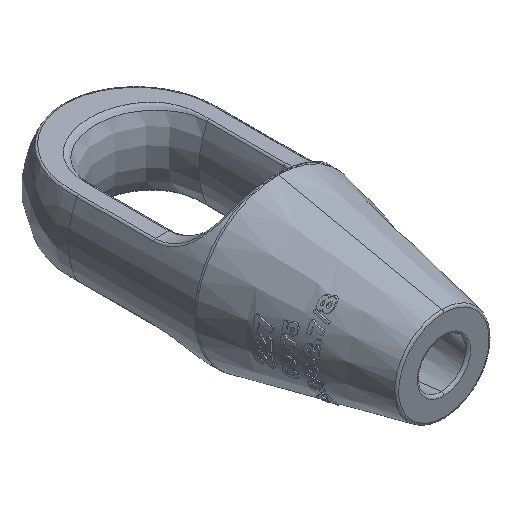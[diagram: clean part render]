
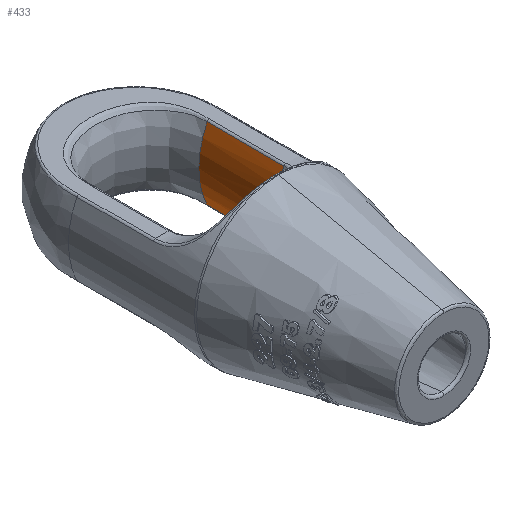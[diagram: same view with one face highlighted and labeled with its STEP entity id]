
A CAD part, isometric view. The second image highlights one B-rep face of the part: STEP entity #433.
In plain terms, the highlighted cylindrical face has radius 136.5 mm (diameter 273 mm), a partial arc.
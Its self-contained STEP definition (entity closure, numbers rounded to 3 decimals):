
#433=ADVANCED_FACE('',(#1210),#1211,.T.);
#1210=FACE_OUTER_BOUND('',#8149,.T.);
#1211=CYLINDRICAL_SURFACE('',#8150,136.5);
#8149=EDGE_LOOP('',(#12526,#12527,#12528,#12529,#12530,#12531));
#8150=AXIS2_PLACEMENT_3D('',#12532,#12533,#12534);
#12526=ORIENTED_EDGE('',*,*,#13625,.F.);
#12527=ORIENTED_EDGE('',*,*,#13690,.T.);
#12528=ORIENTED_EDGE('',*,*,#13606,.T.);
#12529=ORIENTED_EDGE('',*,*,#13691,.T.);
#12530=ORIENTED_EDGE('',*,*,#13692,.T.);
#12531=ORIENTED_EDGE('',*,*,#13693,.T.);
#12532=CARTESIAN_POINT('',(216.0,245.5,0.0));
#12533=DIRECTION('',(-0.0,1.0,-0.0));
#12534=DIRECTION('',(0.0,0.0,1.0));
#13606=EDGE_CURVE('',#15230,#15228,#15231,.T.);
#13625=EDGE_CURVE('',#15254,#15256,#15257,.T.);
#13690=EDGE_CURVE('',#15254,#15230,#15347,.T.);
#13691=EDGE_CURVE('',#15228,#15348,#15349,.T.);
#13692=EDGE_CURVE('',#15348,#15350,#15351,.T.);
#13693=EDGE_CURVE('',#15350,#15256,#15352,.T.);
#15228=VERTEX_POINT('',#23243);
#15230=VERTEX_POINT('',#23286);
#15231=B_SPLINE_CURVE_WITH_KNOTS('',3,(#23287,#23288,#23289,#23290,#23291,#23292),.UNSPECIFIED.,.F.,.F.,(4,2,4),(0.0,0.5,1.0),.UNSPECIFIED.);
#15254=VERTEX_POINT('',#24049);
#15256=VERTEX_POINT('',#24102);
#15257=B_SPLINE_CURVE_WITH_KNOTS('',3,(#24103,#24104,#24105,#24106,#24107,#24108,#24109),.UNSPECIFIED.,.F.,.F.,(4,1,1,1,4),(0.0,0.265,0.53,0.795,1.0),.UNSPECIFIED.);
#15347=B_SPLINE_CURVE_WITH_KNOTS('',3,(#25441,#25442,#25443,#25444,#25445,#25446,#25447,#25448,#25449,#25450,#25451,#25452,#25453,#25454,#25455,#25456,#25457,#25458,#25459,#25460,#25461,#25462,#25463,#25464,#25465,#25466,#25467,#25468,#25469,#25470,#25471,#25472,#25473,#25474,#25475,#25476,#25477,#25478,#25479,#25480,#25481,#25482,#25483,#25484,#25485,#25486,#25487,#25488,#25489,#25490,#25491,#25492),.UNSPECIFIED.,.F.,.F.,(4,2,2,2,2,2,2,2,2,2,2,2,2,2,2,2,2,2,2,2,2,2,2,2,2,4),(0.0,0.01,0.015,0.02,0.025,0.028,0.03,0.033,0.035,0.036,0.038,0.039,0.04,0.041,0.042,0.043,0.045,0.047,0.048,0.05,0.053,0.055,0.06,0.065,0.07,0.081),.UNSPECIFIED.);
#15348=VERTEX_POINT('',#25493);
#15349=B_SPLINE_CURVE_WITH_KNOTS('',3,(#25494,#25495,#25496,#25497),.UNSPECIFIED.,.F.,.F.,(4,4),(0.0,1.0),.UNSPECIFIED.);
#15350=VERTEX_POINT('',#25498);
#15351=B_SPLINE_CURVE_WITH_KNOTS('',3,(#25499,#25500,#25501,#25502,#25503,#25504,#25505,#25506,#25507,#25508),.UNSPECIFIED.,.F.,.F.,(4,2,2,2,4),(0.0,0.25,0.5,0.75,1.0),.UNSPECIFIED.);
#15352=B_SPLINE_CURVE_WITH_KNOTS('',3,(#25509,#25510,#25511,#25512),.UNSPECIFIED.,.F.,.F.,(4,4),(0.0,1.0),.UNSPECIFIED.);
#23243=CARTESIAN_POINT('',(93.272,358.473,59.751));
#23286=CARTESIAN_POINT('',(81.014,358.461,20.277));
#23287=CARTESIAN_POINT('',(81.014,358.461,20.277));
#23288=CARTESIAN_POINT('',(82.034,358.461,27.063));
#23289=CARTESIAN_POINT('',(83.57,358.462,33.798));
#23290=CARTESIAN_POINT('',(87.664,358.466,47.009));
#23291=CARTESIAN_POINT('',(90.222,358.469,53.485));
#23292=CARTESIAN_POINT('',(93.272,358.473,59.751));
#24049=CARTESIAN_POINT('',(81.014,358.461,-20.277));
#24102=CARTESIAN_POINT('',(93.272,358.461,-59.751));
#24103=CARTESIAN_POINT('',(81.014,358.461,-20.277));
#24104=CARTESIAN_POINT('',(81.559,358.461,-23.904));
#24105=CARTESIAN_POINT('',(82.941,358.461,-31.113));
#24106=CARTESIAN_POINT('',(85.878,358.461,-41.724));
#24107=CARTESIAN_POINT('',(89.372,358.461,-51.277));
#24108=CARTESIAN_POINT('',(92.034,358.461,-57.207));
#24109=CARTESIAN_POINT('',(93.272,358.461,-59.751));
#25441=CARTESIAN_POINT('',(81.014,358.461,-20.277));
#25442=CARTESIAN_POINT('',(80.863,355.263,-19.266));
#25443=CARTESIAN_POINT('',(80.713,352.086,-18.195));
#25444=CARTESIAN_POINT('',(80.492,347.373,-16.439));
#25445=CARTESIAN_POINT('',(80.419,345.809,-15.829));
#25446=CARTESIAN_POINT('',(80.275,342.713,-14.543));
#25447=CARTESIAN_POINT('',(80.204,341.18,-13.869));
#25448=CARTESIAN_POINT('',(80.065,338.159,-12.427));
#25449=CARTESIAN_POINT('',(79.996,336.669,-11.662));
#25450=CARTESIAN_POINT('',(79.896,334.487,-10.404));
#25451=CARTESIAN_POINT('',(79.864,333.769,-9.966));
#25452=CARTESIAN_POINT('',(79.799,332.364,-9.046));
#25453=CARTESIAN_POINT('',(79.768,331.677,-8.564));
#25454=CARTESIAN_POINT('',(79.707,330.345,-7.538));
#25455=CARTESIAN_POINT('',(79.678,329.702,-6.994));
#25456=CARTESIAN_POINT('',(79.623,328.499,-5.832));
#25457=CARTESIAN_POINT('',(79.598,327.938,-5.214));
#25458=CARTESIAN_POINT('',(79.564,327.191,-4.197));
#25459=CARTESIAN_POINT('',(79.554,326.958,-3.841));
#25460=CARTESIAN_POINT('',(79.535,326.545,-3.107));
#25461=CARTESIAN_POINT('',(79.527,326.364,-2.727));
#25462=CARTESIAN_POINT('',(79.513,326.066,-1.938));
#25463=CARTESIAN_POINT('',(79.508,325.949,-1.527));
#25464=CARTESIAN_POINT('',(79.501,325.8,-0.703));
#25465=CARTESIAN_POINT('',(79.5,325.766,-0.286));
#25466=CARTESIAN_POINT('',(79.5,325.78,0.346));
#25467=CARTESIAN_POINT('',(79.501,325.796,0.559));
#25468=CARTESIAN_POINT('',(79.503,325.848,0.979));
#25469=CARTESIAN_POINT('',(79.505,325.885,1.187));
#25470=CARTESIAN_POINT('',(79.511,326.023,1.802));
#25471=CARTESIAN_POINT('',(79.517,326.154,2.202));
#25472=CARTESIAN_POINT('',(79.54,326.648,3.377));
#25473=CARTESIAN_POINT('',(79.56,327.091,4.088));
#25474=CARTESIAN_POINT('',(79.594,327.86,5.087));
#25475=CARTESIAN_POINT('',(79.607,328.135,5.41));
#25476=CARTESIAN_POINT('',(79.633,328.706,6.028));
#25477=CARTESIAN_POINT('',(79.646,329.002,6.324));
#25478=CARTESIAN_POINT('',(79.688,329.917,7.181));
#25479=CARTESIAN_POINT('',(79.717,330.561,7.712));
#25480=CARTESIAN_POINT('',(79.778,331.894,8.72));
#25481=CARTESIAN_POINT('',(79.809,332.586,9.197));
#25482=CARTESIAN_POINT('',(79.874,333.995,10.106));
#25483=CARTESIAN_POINT('',(79.907,334.71,10.536));
#25484=CARTESIAN_POINT('',(80.006,336.88,11.773));
#25485=CARTESIAN_POINT('',(80.074,338.357,12.526));
#25486=CARTESIAN_POINT('',(80.212,341.351,13.945));
#25487=CARTESIAN_POINT('',(80.283,342.868,14.61));
#25488=CARTESIAN_POINT('',(80.425,345.928,15.876));
#25489=CARTESIAN_POINT('',(80.497,347.473,16.478));
#25490=CARTESIAN_POINT('',(80.715,352.137,18.212));
#25491=CARTESIAN_POINT('',(80.864,355.29,19.275));
#25492=CARTESIAN_POINT('',(81.014,358.461,20.277));
#25493=CARTESIAN_POINT('',(93.272,485.5,59.751));
#25494=CARTESIAN_POINT('',(93.272,358.473,59.751));
#25495=CARTESIAN_POINT('',(93.272,400.815,59.751));
#25496=CARTESIAN_POINT('',(93.272,443.158,59.751));
#25497=CARTESIAN_POINT('',(93.272,485.5,59.751));
#25498=CARTESIAN_POINT('',(93.272,485.5,-59.751));
#25499=CARTESIAN_POINT('',(93.272,485.5,59.751));
#25500=CARTESIAN_POINT('',(88.76,485.5,50.483));
#25501=CARTESIAN_POINT('',(85.303,485.5,40.703));
#25502=CARTESIAN_POINT('',(80.672,485.5,20.615));
#25503=CARTESIAN_POINT('',(79.5,485.5,10.308));
#25504=CARTESIAN_POINT('',(79.5,485.5,-10.308));
#25505=CARTESIAN_POINT('',(80.672,485.5,-20.615));
#25506=CARTESIAN_POINT('',(85.303,485.5,-40.703));
#25507=CARTESIAN_POINT('',(88.76,485.5,-50.483));
#25508=CARTESIAN_POINT('',(93.272,485.5,-59.751));
#25509=CARTESIAN_POINT('',(93.272,485.5,-59.751));
#25510=CARTESIAN_POINT('',(93.272,443.154,-59.751));
#25511=CARTESIAN_POINT('',(93.272,400.807,-59.751));
#25512=CARTESIAN_POINT('',(93.272,358.461,-59.751));
